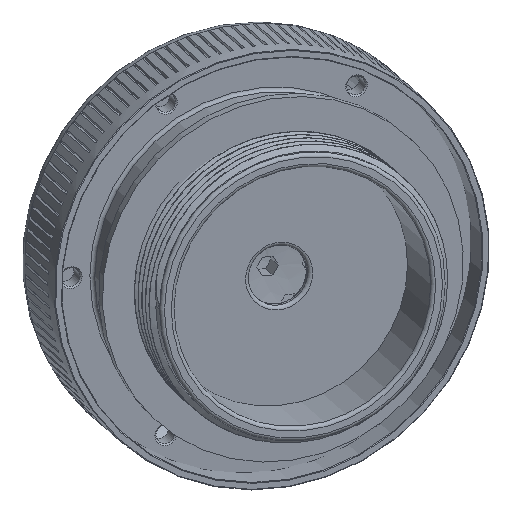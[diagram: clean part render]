
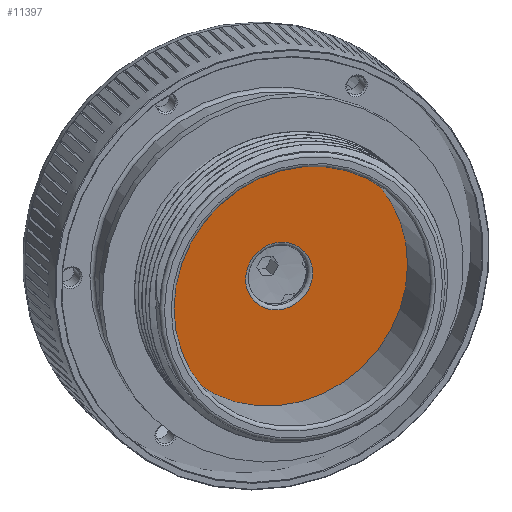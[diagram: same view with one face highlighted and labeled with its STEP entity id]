
A CAD part, top view. The second image highlights one B-rep face of the part: STEP entity #11397.
In plain terms, the highlighted face is planar.
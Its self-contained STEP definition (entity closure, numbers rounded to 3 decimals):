
#267=FACE_BOUND('',#2218,.T.);
#617=CIRCLE('',#12388,17.26);
#618=CIRCLE('',#12390,4.5);
#1393=FACE_OUTER_BOUND('',#2217,.T.);
#2217=EDGE_LOOP('',(#9344));
#2218=EDGE_LOOP('',(#9345));
#5233=VERTEX_POINT('',#19748);
#5234=VERTEX_POINT('',#19751);
#6663=EDGE_CURVE('',#5233,#5233,#617,.T.);
#6664=EDGE_CURVE('',#5234,#5234,#618,.T.);
#9344=ORIENTED_EDGE('',*,*,#6663,.T.);
#9345=ORIENTED_EDGE('',*,*,#6664,.F.);
#10743=PLANE('',#12394);
#11397=ADVANCED_FACE('',(#1393,#267),#10743,.T.);
#12388=AXIS2_PLACEMENT_3D('',#19749,#15236,#15237);
#12390=AXIS2_PLACEMENT_3D('',#19752,#15240,#15241);
#12394=AXIS2_PLACEMENT_3D('',#19758,#15248,#15249);
#15236=DIRECTION('center_axis',(1.,0.,0.));
#15237=DIRECTION('ref_axis',(0.,0.,-1.));
#15240=DIRECTION('center_axis',(1.,0.,0.));
#15241=DIRECTION('ref_axis',(0.,-1.,0.));
#15248=DIRECTION('center_axis',(1.,0.,0.));
#15249=DIRECTION('ref_axis',(0.,0.,-1.));
#19748=CARTESIAN_POINT('',(-10.,17.26,0.));
#19749=CARTESIAN_POINT('Origin',(-10.,0.,0.));
#19751=CARTESIAN_POINT('',(-10.,4.5,0.));
#19752=CARTESIAN_POINT('Origin',(-10.,0.,0.));
#19758=CARTESIAN_POINT('Origin',(-10.,4.,0.));
